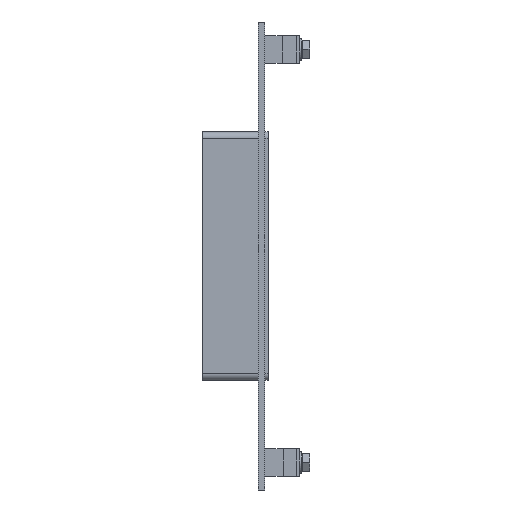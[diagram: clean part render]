
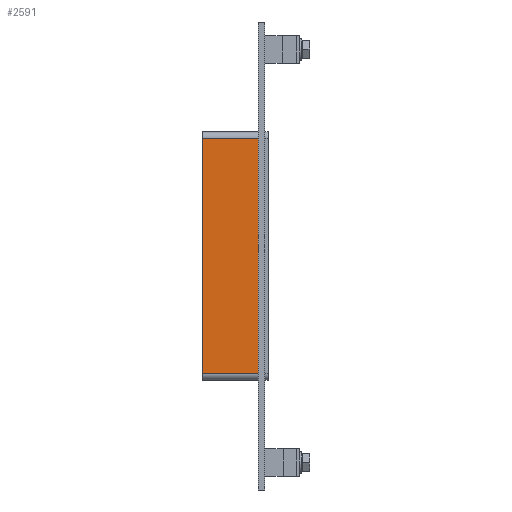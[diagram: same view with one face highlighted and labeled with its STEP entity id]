
A CAD part, left-side view. The second image highlights one B-rep face of the part: STEP entity #2591.
In plain terms, the highlighted planar face has unit normal (-1, 0, 0).
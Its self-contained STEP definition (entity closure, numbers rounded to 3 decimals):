
#1456=CARTESIAN_POINT('',(-327.25,57.0,-107.));
#1457=VERTEX_POINT('',#1456);
#1467=CARTESIAN_POINT('',(-327.25,57.0,107.));
#1468=VERTEX_POINT('',#1467);
#1469=CARTESIAN_POINT('',(-327.25,57.0,-107.));
#1470=DIRECTION('',(0.0,0.0,1.0));
#1471=VECTOR('',#1470,214.0);
#1472=LINE('',#1469,#1471);
#1473=EDGE_CURVE('',#1457,#1468,#1472,.T.);
#2103=CARTESIAN_POINT('',(-327.25,6.,107.));
#2104=VERTEX_POINT('',#2103);
#2114=CARTESIAN_POINT('',(-327.25,6.,-107.));
#2115=VERTEX_POINT('',#2114);
#2116=CARTESIAN_POINT('',(-327.25,6.,-107.));
#2117=DIRECTION('',(0.0,0.0,1.0));
#2118=VECTOR('',#2117,214.);
#2119=LINE('',#2116,#2118);
#2120=EDGE_CURVE('',#2115,#2104,#2119,.T.);
#2530=CARTESIAN_POINT('',(-327.25,6.,-107.));
#2531=DIRECTION('',(0.0,1.0,0.0));
#2532=VECTOR('',#2531,51.0);
#2533=LINE('',#2530,#2532);
#2534=EDGE_CURVE('',#2115,#1457,#2533,.T.);
#2575=CARTESIAN_POINT('',(-327.25,0.0,-113.));
#2576=DIRECTION('',(-1.0,0.0,0.0));
#2577=DIRECTION('',(0.0,0.0,1.0));
#2578=AXIS2_PLACEMENT_3D('',#2575,#2576,#2577);
#2579=PLANE('',#2578);
#2580=ORIENTED_EDGE('',*,*,#2120,.T.);
#2581=CARTESIAN_POINT('',(-327.25,57.0,107.));
#2582=DIRECTION('',(0.0,-1.0,0.0));
#2583=VECTOR('',#2582,51.0);
#2584=LINE('',#2581,#2583);
#2585=EDGE_CURVE('',#1468,#2104,#2584,.T.);
#2586=ORIENTED_EDGE('',*,*,#2585,.F.);
#2587=ORIENTED_EDGE('',*,*,#1473,.F.);
#2588=ORIENTED_EDGE('',*,*,#2534,.F.);
#2589=EDGE_LOOP('',(#2580,#2586,#2587,#2588));
#2590=FACE_OUTER_BOUND('',#2589,.T.);
#2591=ADVANCED_FACE('',(#2590),#2579,.T.);
